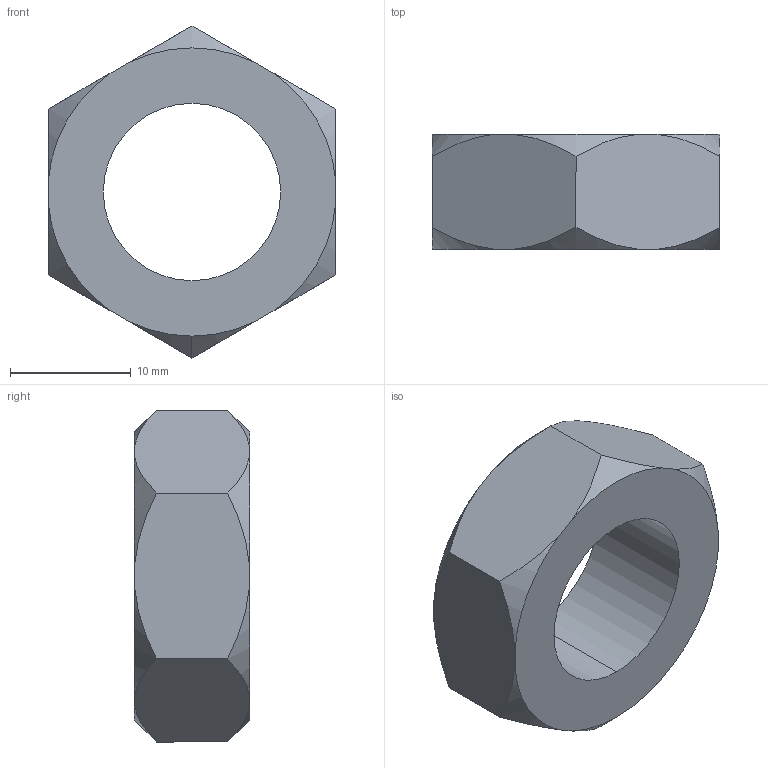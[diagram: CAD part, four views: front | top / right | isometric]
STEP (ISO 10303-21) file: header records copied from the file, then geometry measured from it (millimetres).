
FILE_DESCRIPTION (( 'STEP AP214' ), '1' );
FILE_NAME ('FN-58-18.step', '2017-08-21T12:57:27', ( '' ), ( '' ), 'SwSTEP 2.0', 'SolidWorks 2017', '' );
FILE_SCHEMA (( 'AUTOMOTIVE_DESIGN' ));
Length unit declared in the file: inch
Products named in the file (1): FN-58-18
Bounding box: 23.81 x 9.53 x 27.5 mm (x, y, z)
Volume: 3016.5 mm3; surface area: 1805.2 mm2
Topology: 1 solids, 1 shells, 24 faces, 64 edges, 42 vertices
Faces by surface type: cone 14, plane 8, cylinder 2
Entity records: 988 total; most frequent: CARTESIAN_POINT 347, ORIENTED_EDGE 128, DIRECTION 108, EDGE_CURVE 64, AXIS2_PLACEMENT_3D 43, VERTEX_POINT 42, EDGE_LOOP 26, B_SPLINE_CURVE_WITH_KNOTS 24
